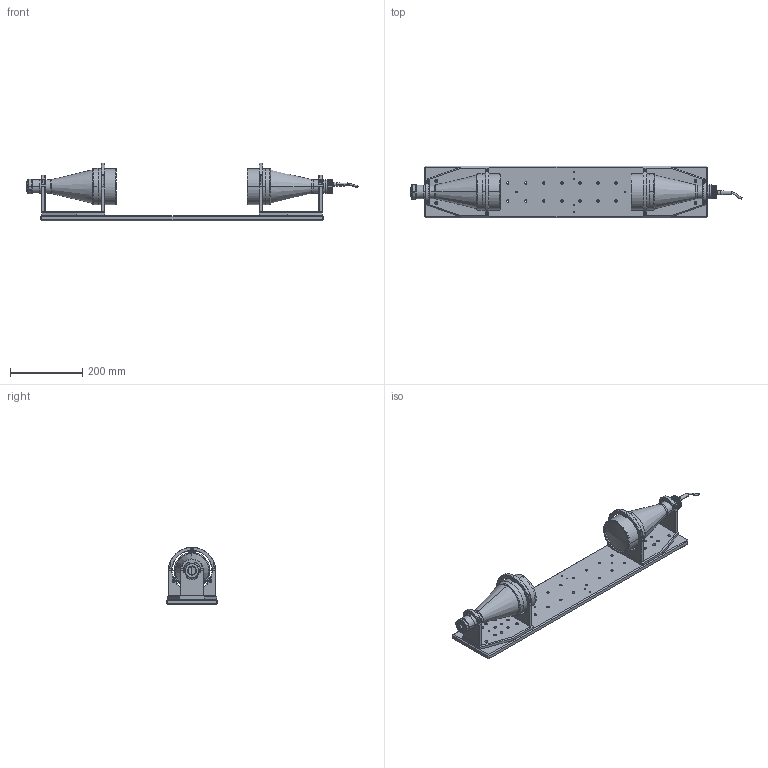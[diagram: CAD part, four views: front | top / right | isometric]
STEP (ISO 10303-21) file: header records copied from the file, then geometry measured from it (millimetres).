
FILE_DESCRIPTION (( 'STEP AP214' ), '1' );
FILE_NAME ('TCEV23064-G.STEP', '2015-08-24T12:25:49', ( '' ), ( '' ), 'SwSTEP 2.0', 'SolidWorks 2013', '' );
FILE_SCHEMA (( 'AUTOMOTIVE_DESIGN' ));
Length unit declared in the file: millimetre
Products named in the file (1): TCEV23064-G
Bounding box: 918.08 x 143 x 160 mm (x, y, z)
Surface area: 515750.9 mm2 (no closed solid volume)
Topology: 0 solids, 40 shells, 714 faces, 2139 edges, 1462 vertices
Faces by surface type: cylinder 300, plane 277, cone 115, torus 16, sphere 4, bspline 2
Entity records: 32976 total; most frequent: CARTESIAN_POINT 5240, DIRECTION 4394, ORIENTED_EDGE 3674, EDGE_CURVE 2137, AXIS2_PLACEMENT_3D 1652, VERTEX_POINT 1462, LINE 1090, VECTOR 1090
